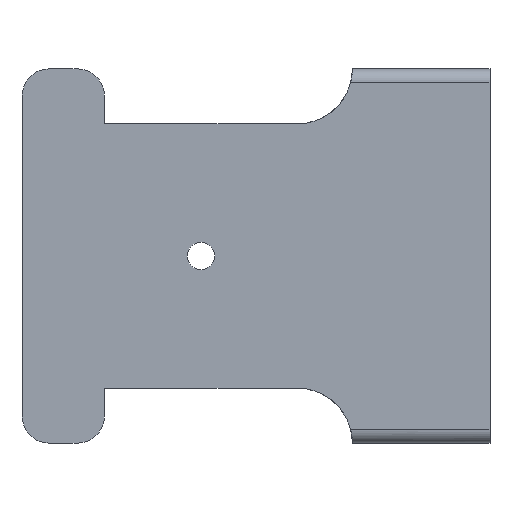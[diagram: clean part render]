
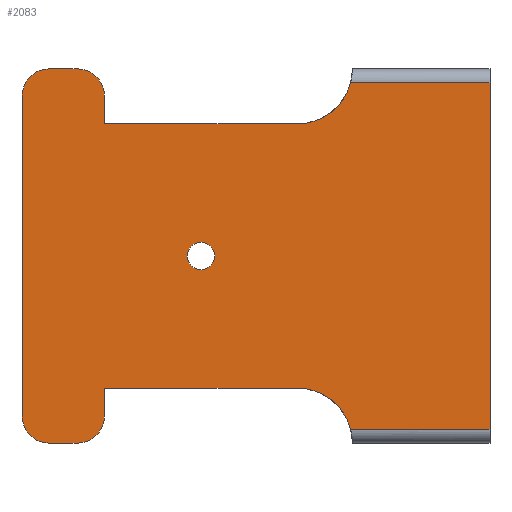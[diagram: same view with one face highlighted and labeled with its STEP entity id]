
A CAD part, left-side view. The second image highlights one B-rep face of the part: STEP entity #2083.
In plain terms, the highlighted planar face has unit normal (-1, 0, 0).
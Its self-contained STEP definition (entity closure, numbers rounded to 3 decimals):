
#9 = ORIENTED_EDGE ( 'NONE', *, *, #200, .T. ) ;
#47 = AXIS2_PLACEMENT_3D ( 'NONE', #2460, #1134, #2799 ) ;
#73 = DIRECTION ( 'NONE',  ( 0., -1., 0. ) ) ;
#76 = CARTESIAN_POINT ( 'NONE',  ( 0., 5.164, -51.061 ) ) ;
#87 = VECTOR ( 'NONE', #1360, 1000. ) ;
#91 = CARTESIAN_POINT ( 'NONE',  ( 0., 0., -53.561 ) ) ;
#110 = DIRECTION ( 'NONE',  ( 0., 0., -1. ) ) ;
#133 = VECTOR ( 'NONE', #2825, 1000. ) ;
#151 = ORIENTED_EDGE ( 'NONE', *, *, #2385, .F. ) ;
#173 = DIRECTION ( 'NONE',  ( 0., 0., -1. ) ) ;
#177 = DIRECTION ( 'NONE',  ( -1., 0., 0. ) ) ;
#186 = CARTESIAN_POINT ( 'NONE',  ( 0., -22.336, -22.061 ) ) ;
#191 = CIRCLE ( 'NONE', #2603, 2.5 ) ;
#200 = EDGE_CURVE ( 'NONE', #1080, #2831, #643, .T. ) ;
#203 = CARTESIAN_POINT ( 'NONE',  ( 0., -74.836, 1.939 ) ) ;
#206 = EDGE_CURVE ( 'NONE', #1772, #1423, #1031, .T. ) ;
#222 = VERTEX_POINT ( 'NONE', #1517 ) ;
#234 = EDGE_CURVE ( 'NONE', #1080, #430, #818, .T. ) ;
#260 = CARTESIAN_POINT ( 'NONE',  ( 0., 5.164, -46.061 ) ) ;
#300 = DIRECTION ( 'NONE',  ( 0., 0., 1. ) ) ;
#308 = AXIS2_PLACEMENT_3D ( 'NONE', #2264, #1390, #729 ) ;
#326 = DIRECTION ( 'NONE',  ( 0., 1., 0. ) ) ;
#327 = EDGE_CURVE ( 'NONE', #635, #1293, #2001, .T. ) ;
#336 = CARTESIAN_POINT ( 'NONE',  ( 0., -49.518, 9.439 ) ) ;
#341 = CARTESIAN_POINT ( 'NONE',  ( 0., -4.836, -46.061 ) ) ;
#367 = ORIENTED_EDGE ( 'NONE', *, *, #1228, .F. ) ;
#375 = EDGE_CURVE ( 'NONE', #1903, #2674, #2262, .T. ) ;
#383 = DIRECTION ( 'NONE',  ( 0., 0., -1. ) ) ;
#399 = VECTOR ( 'NONE', #110, 1000. ) ;
#407 = VERTEX_POINT ( 'NONE', #1111 ) ;
#430 = VERTEX_POINT ( 'NONE', #1329 ) ;
#433 = CARTESIAN_POINT ( 'NONE',  ( 0., 10.164, 1.939 ) ) ;
#440 = ORIENTED_EDGE ( 'NONE', *, *, #206, .F. ) ;
#452 = EDGE_CURVE ( 'NONE', #1747, #518, #191, .T. ) ;
#462 = EDGE_CURVE ( 'NONE', #1587, #2546, #1447, .T. ) ;
#518 = VERTEX_POINT ( 'NONE', #1200 ) ;
#533 = DIRECTION ( 'NONE',  ( 1., 0., 0. ) ) ;
#534 = CARTESIAN_POINT ( 'NONE',  ( 0., -22.336, -24.561 ) ) ;
#566 = CIRCLE ( 'NONE', #611, 5. ) ;
#576 = ORIENTED_EDGE ( 'NONE', *, *, #1638, .T. ) ;
#580 = CARTESIAN_POINT ( 'NONE',  ( 0., 10.164, -51.061 ) ) ;
#611 = AXIS2_PLACEMENT_3D ( 'NONE', #76, #1783, #927 ) ;
#613 = EDGE_CURVE ( 'NONE', #1903, #407, #2373, .T. ) ;
#614 = CARTESIAN_POINT ( 'NONE',  ( 0., 0.164, -51.061 ) ) ;
#635 = VERTEX_POINT ( 'NONE', #2593 ) ;
#643 = CIRCLE ( 'NONE', #1379, 5. ) ;
#692 = CIRCLE ( 'NONE', #47, 5. ) ;
#707 = ORIENTED_EDGE ( 'NONE', *, *, #1704, .T. ) ;
#721 = VERTEX_POINT ( 'NONE', #580 ) ;
#729 = DIRECTION ( 'NONE',  ( 0., 0., -1. ) ) ;
#769 = ORIENTED_EDGE ( 'NONE', *, *, #2085, .T. ) ;
#782 = ORIENTED_EDGE ( 'NONE', *, *, #234, .F. ) ;
#815 = EDGE_CURVE ( 'NONE', #222, #1293, #692, .T. ) ;
#818 = LINE ( 'NONE', #1967, #133 ) ;
#879 = EDGE_LOOP ( 'NONE', ( #1122, #1485 ) ) ;
#921 = CARTESIAN_POINT ( 'NONE',  ( 0., -39.836, 1.939 ) ) ;
#927 = DIRECTION ( 'NONE',  ( 0., 0., -1. ) ) ;
#940 = CARTESIAN_POINT ( 'NONE',  ( 0., 10.164, 11.939 ) ) ;
#941 = PLANE ( 'NONE',  #1092 ) ;
#1031 = LINE ( 'NONE', #203, #2260 ) ;
#1036 = CARTESIAN_POINT ( 'NONE',  ( 0., 0., 9.439 ) ) ;
#1051 = CARTESIAN_POINT ( 'NONE',  ( 0., -4.836, -46.061 ) ) ;
#1080 = VERTEX_POINT ( 'NONE', #1626 ) ;
#1092 = AXIS2_PLACEMENT_3D ( 'NONE', #1826, #533, #2710 ) ;
#1111 = CARTESIAN_POINT ( 'NONE',  ( 0., -49.518, -53.561 ) ) ;
#1122 = ORIENTED_EDGE ( 'NONE', *, *, #2216, .F. ) ;
#1134 = DIRECTION ( 'NONE',  ( -1., 0., 0. ) ) ;
#1173 = DIRECTION ( 'NONE',  ( 0., 0., -1. ) ) ;
#1200 = CARTESIAN_POINT ( 'NONE',  ( 0., -22.336, -19.561 ) ) ;
#1202 = CARTESIAN_POINT ( 'NONE',  ( 0., -74.836, 9.439 ) ) ;
#1204 = ORIENTED_EDGE ( 'NONE', *, *, #1531, .T. ) ;
#1228 = EDGE_CURVE ( 'NONE', #2674, #2831, #2141, .T. ) ;
#1240 = LINE ( 'NONE', #1036, #1723 ) ;
#1293 = VERTEX_POINT ( 'NONE', #2754 ) ;
#1321 = ORIENTED_EDGE ( 'NONE', *, *, #1881, .T. ) ;
#1329 = CARTESIAN_POINT ( 'NONE',  ( 0., 5.164, -56.061 ) ) ;
#1360 = DIRECTION ( 'NONE',  ( 0., 1., 0. ) ) ;
#1365 = ORIENTED_EDGE ( 'NONE', *, *, #462, .F. ) ;
#1379 = AXIS2_PLACEMENT_3D ( 'NONE', #614, #177, #2597 ) ;
#1390 = DIRECTION ( 'NONE',  ( 1., 0., 0. ) ) ;
#1401 = FACE_BOUND ( 'NONE', #879, .T. ) ;
#1423 = VERTEX_POINT ( 'NONE', #2813 ) ;
#1447 = LINE ( 'NONE', #2749, #2420 ) ;
#1485 = ORIENTED_EDGE ( 'NONE', *, *, #452, .F. ) ;
#1492 = VECTOR ( 'NONE', #383, 1000. ) ;
#1511 = VECTOR ( 'NONE', #2242, 1000. ) ;
#1517 = CARTESIAN_POINT ( 'NONE',  ( 0., -4.836, 6.939 ) ) ;
#1531 = EDGE_CURVE ( 'NONE', #721, #430, #566, .T. ) ;
#1555 = CARTESIAN_POINT ( 'NONE',  ( 0., -4.836, -51.061 ) ) ;
#1574 = LINE ( 'NONE', #433, #1511 ) ;
#1587 = VERTEX_POINT ( 'NONE', #2246 ) ;
#1590 = DIRECTION ( 'NONE',  ( 0., -1., 0. ) ) ;
#1593 = DIRECTION ( 'NONE',  ( -1., 0., 0. ) ) ;
#1603 = CIRCLE ( 'NONE', #308, 10. ) ;
#1626 = CARTESIAN_POINT ( 'NONE',  ( 0., 0.164, -56.061 ) ) ;
#1638 = EDGE_CURVE ( 'NONE', #635, #1811, #2737, .T. ) ;
#1647 = CARTESIAN_POINT ( 'NONE',  ( 0., -22.336, -22.061 ) ) ;
#1684 = LINE ( 'NONE', #2569, #1492 ) ;
#1696 = DIRECTION ( 'NONE',  ( -1., 0., 0. ) ) ;
#1704 = EDGE_CURVE ( 'NONE', #407, #1423, #1914, .T. ) ;
#1718 = ORIENTED_EDGE ( 'NONE', *, *, #613, .T. ) ;
#1723 = VECTOR ( 'NONE', #326, 1000. ) ;
#1730 = ORIENTED_EDGE ( 'NONE', *, *, #375, .F. ) ;
#1747 = VERTEX_POINT ( 'NONE', #534 ) ;
#1767 = AXIS2_PLACEMENT_3D ( 'NONE', #1840, #1593, #1173 ) ;
#1772 = VERTEX_POINT ( 'NONE', #1202 ) ;
#1775 = ORIENTED_EDGE ( 'NONE', *, *, #1787, .F. ) ;
#1783 = DIRECTION ( 'NONE',  ( -1., 0., 0. ) ) ;
#1787 = EDGE_CURVE ( 'NONE', #222, #1587, #1684, .T. ) ;
#1792 = CIRCLE ( 'NONE', #2397, 2.5 ) ;
#1811 = VERTEX_POINT ( 'NONE', #2583 ) ;
#1826 = CARTESIAN_POINT ( 'NONE',  ( 0., 0., 0. ) ) ;
#1840 = CARTESIAN_POINT ( 'NONE',  ( 0., 5.164, 6.939 ) ) ;
#1842 = VECTOR ( 'NONE', #1590, 1000. ) ;
#1881 = EDGE_CURVE ( 'NONE', #1772, #2160, #1240, .T. ) ;
#1903 = VERTEX_POINT ( 'NONE', #2789 ) ;
#1914 = LINE ( 'NONE', #91, #2465 ) ;
#1941 = DIRECTION ( 'NONE',  ( 0., 0., -1. ) ) ;
#1967 = CARTESIAN_POINT ( 'NONE',  ( 0., 5.164, -56.061 ) ) ;
#1998 = EDGE_LOOP ( 'NONE', ( #782, #9, #367, #1730, #1718, #707, #440, #1321, #769, #1365, #1775, #2461, #2032, #576, #151, #1204 ) ) ;
#2001 = LINE ( 'NONE', #940, #1842 ) ;
#2032 = ORIENTED_EDGE ( 'NONE', *, *, #327, .F. ) ;
#2083 = ADVANCED_FACE ( 'NONE', ( #2750, #1401 ), #941, .F. ) ;
#2085 = EDGE_CURVE ( 'NONE', #2160, #2546, #1603, .T. ) ;
#2136 = DIRECTION ( 'NONE',  ( 0., -1., 0. ) ) ;
#2141 = LINE ( 'NONE', #341, #399 ) ;
#2160 = VERTEX_POINT ( 'NONE', #336 ) ;
#2216 = EDGE_CURVE ( 'NONE', #518, #1747, #1792, .T. ) ;
#2242 = DIRECTION ( 'NONE',  ( 0., 0., 1. ) ) ;
#2246 = CARTESIAN_POINT ( 'NONE',  ( 0., -4.836, 1.939 ) ) ;
#2260 = VECTOR ( 'NONE', #1941, 1000. ) ;
#2262 = LINE ( 'NONE', #260, #87 ) ;
#2264 = CARTESIAN_POINT ( 'NONE',  ( 0., -39.836, 11.939 ) ) ;
#2364 = CARTESIAN_POINT ( 'NONE',  ( 0., -39.836, -56.061 ) ) ;
#2373 = CIRCLE ( 'NONE', #2463, 10. ) ;
#2385 = EDGE_CURVE ( 'NONE', #721, #1811, #1574, .T. ) ;
#2392 = DIRECTION ( 'NONE',  ( 0., 0., 1. ) ) ;
#2397 = AXIS2_PLACEMENT_3D ( 'NONE', #186, #1696, #2392 ) ;
#2407 = DIRECTION ( 'NONE',  ( 1., 0., 0. ) ) ;
#2420 = VECTOR ( 'NONE', #73, 1000. ) ;
#2460 = CARTESIAN_POINT ( 'NONE',  ( 0., 0.164, 6.939 ) ) ;
#2461 = ORIENTED_EDGE ( 'NONE', *, *, #815, .T. ) ;
#2463 = AXIS2_PLACEMENT_3D ( 'NONE', #2364, #2407, #173 ) ;
#2465 = VECTOR ( 'NONE', #2136, 1000. ) ;
#2493 = DIRECTION ( 'NONE',  ( -1., 0., 0. ) ) ;
#2546 = VERTEX_POINT ( 'NONE', #921 ) ;
#2569 = CARTESIAN_POINT ( 'NONE',  ( 0., -4.836, 1.939 ) ) ;
#2583 = CARTESIAN_POINT ( 'NONE',  ( 0., 10.164, 6.939 ) ) ;
#2593 = CARTESIAN_POINT ( 'NONE',  ( 0., 5.164, 11.939 ) ) ;
#2597 = DIRECTION ( 'NONE',  ( 0., 0., -1. ) ) ;
#2603 = AXIS2_PLACEMENT_3D ( 'NONE', #1647, #2493, #300 ) ;
#2674 = VERTEX_POINT ( 'NONE', #1051 ) ;
#2710 = DIRECTION ( 'NONE',  ( 0., 0., -1. ) ) ;
#2737 = CIRCLE ( 'NONE', #1767, 5. ) ;
#2749 = CARTESIAN_POINT ( 'NONE',  ( 0., 5.164, 1.939 ) ) ;
#2750 = FACE_OUTER_BOUND ( 'NONE', #1998, .T. ) ;
#2754 = CARTESIAN_POINT ( 'NONE',  ( 0., 0.164, 11.939 ) ) ;
#2789 = CARTESIAN_POINT ( 'NONE',  ( 0., -39.836, -46.061 ) ) ;
#2799 = DIRECTION ( 'NONE',  ( 0., 0., -1. ) ) ;
#2813 = CARTESIAN_POINT ( 'NONE',  ( 0., -74.836, -53.561 ) ) ;
#2825 = DIRECTION ( 'NONE',  ( 0., 1., 0. ) ) ;
#2831 = VERTEX_POINT ( 'NONE', #1555 ) ;
